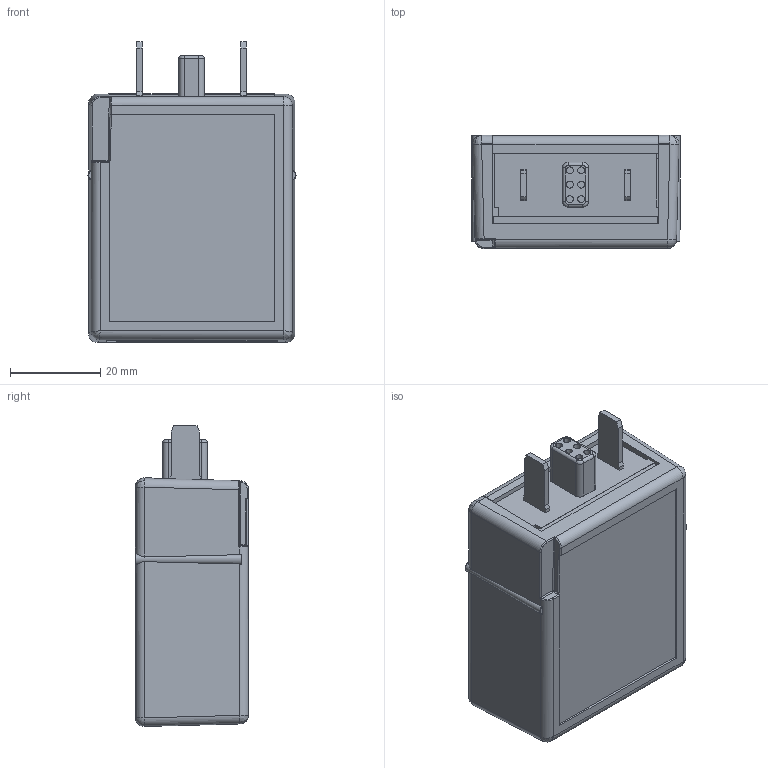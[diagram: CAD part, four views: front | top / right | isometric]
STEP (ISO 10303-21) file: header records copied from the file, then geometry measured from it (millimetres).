
FILE_DESCRIPTION (( 'STEP AP214' ), '1' );
FILE_NAME ('1000-864-E.STEP', '2019-01-22T20:02:05', ( '' ), ( '' ), 'SwSTEP 2.0', 'SolidWorks 2018', '' );
FILE_SCHEMA (( 'AUTOMOTIVE_DESIGN' ));
Length unit declared in the file: inch
Products named in the file (21): 3450-096; 2003-1247; 2004-072; 2500-209; 3450-095; 2102-195; 2200-293; 2001-137; 2003-1248; 1000-864-E; 2250-635
Assembly tree (11 placements, depth 3):
  3450-096
  2500-209
  2102-195
  2200-293
  3450-095
Bounding box: 46 x 25 x 66.54 mm (x, y, z)
Volume: 28318.6 mm3; surface area: 32343.1 mm2
Topology: 10 solids, 10 shells, 2823 faces, 7410 edges, 4858 vertices
Faces by surface type: plane 1542, bspline 661, cylinder 330, cone 240, torus 41, sphere 9
Entity records: 135356 total; most frequent: CARTESIAN_POINT 49931, ORIENTED_EDGE 13924, DIRECTION 10379, EDGE_CURVE 6962, VECTOR 4751, LINE 4751, VERTEX_POINT 4584, EDGE_LOOP 3010
